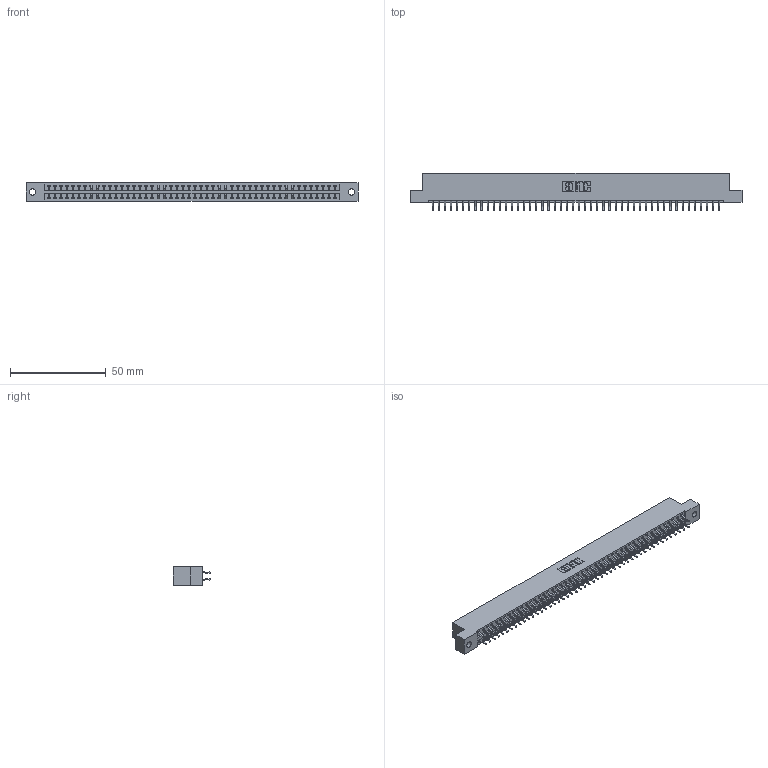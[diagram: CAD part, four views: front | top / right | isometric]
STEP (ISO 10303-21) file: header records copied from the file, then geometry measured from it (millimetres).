
FILE_DESCRIPTION (( 'STEP AP203' ), '1' );
FILE_NAME ('396-096-556-202.STEP', '2019-10-31T04:22:04', ( '' ), ( '' ), 'SwSTEP 2.0', 'SolidWorks 2016', '' );
FILE_SCHEMA (( 'CONFIG_CONTROL_DESIGN' ));
Length unit declared in the file: inch
Products named in the file (3): 345-292-001_556 Tail; 396-096-556-202; 346 Part_Flush Mounting Lugs - 0.128 Dia
Assembly tree (97 placements, depth 2):
  396-096-556-202
    346 Part_Flush Mounting Lugs - 0.128 Dia
    345-292-001_556 Tail  x96
Bounding box: 172.97 x 19.57 x 9.4 mm (x, y, z)
Volume: 16873.2 mm3; surface area: 22929.3 mm2
Topology: 97 solids, 97 shells, 5690 faces, 16937 edges, 11162 vertices
Faces by surface type: plane 3820, cylinder 1870
Entity records: 30741 total; most frequent: CARTESIAN_POINT 5072, ORIENTED_EDGE 4994, DIRECTION 4509, EDGE_CURVE 2497, LINE 2165, VECTOR 2165, VERTEX_POINT 1662, AXIS2_PLACEMENT_3D 1172
